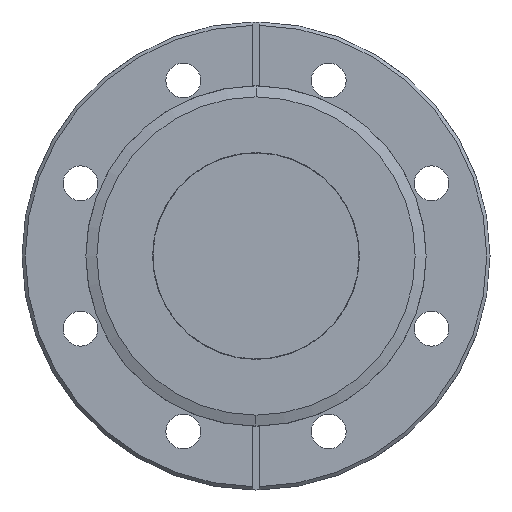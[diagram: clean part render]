
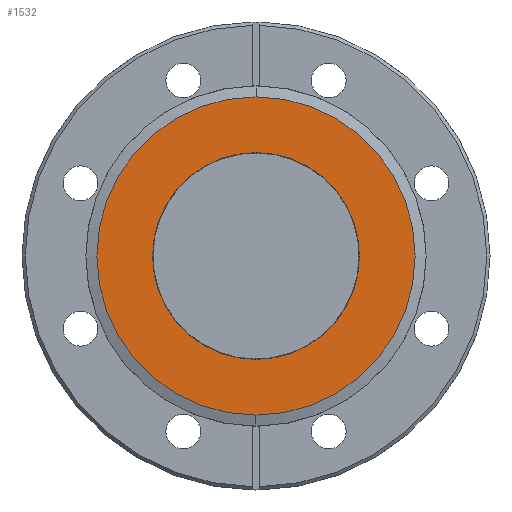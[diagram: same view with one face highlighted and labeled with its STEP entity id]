
A CAD part, left-side view. The second image highlights one B-rep face of the part: STEP entity #1532.
In plain terms, the highlighted planar face has unit normal (-1, 0, 0).
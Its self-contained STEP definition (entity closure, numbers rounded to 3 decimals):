
#4 = CARTESIAN_POINT ( 'NONE',  ( 1.168, 0., -25.1 ) ) ;
#20 = DIRECTION ( 'NONE',  ( -1., 0., 0. ) ) ;
#47 = CARTESIAN_POINT ( 'NONE',  ( 1.168, 38.608, 0. ) ) ;
#88 = AXIS2_PLACEMENT_3D ( 'NONE', #1344, #1604, #209 ) ;
#128 = ORIENTED_EDGE ( 'NONE', *, *, #818, .T. ) ;
#145 = CARTESIAN_POINT ( 'NONE',  ( 1.168, 0., 0. ) ) ;
#162 = CARTESIAN_POINT ( 'NONE',  ( 1.168, 0., 0. ) ) ;
#165 = CARTESIAN_POINT ( 'NONE',  ( 1.168, 0., 0. ) ) ;
#166 = DIRECTION ( 'NONE',  ( -1., 0., 0. ) ) ;
#205 = AXIS2_PLACEMENT_3D ( 'NONE', #162, #166, #413 ) ;
#209 = DIRECTION ( 'NONE',  ( 0., 0., 1. ) ) ;
#210 = CIRCLE ( 'NONE', #205, 25.1 ) ;
#265 = CIRCLE ( 'NONE', #88, 38.608 ) ;
#300 = ORIENTED_EDGE ( 'NONE', *, *, #799, .F. ) ;
#400 = EDGE_CURVE ( 'NONE', #1079, #1538, #829, .T. ) ;
#413 = DIRECTION ( 'NONE',  ( 0., 0., 1. ) ) ;
#438 = CARTESIAN_POINT ( 'NONE',  ( 1.168, 0., 25.1 ) ) ;
#494 = AXIS2_PLACEMENT_3D ( 'NONE', #165, #1118, #1374 ) ;
#527 = EDGE_CURVE ( 'NONE', #826, #797, #591, .T. ) ;
#548 = DIRECTION ( 'NONE',  ( 0., 0., -1. ) ) ;
#591 = CIRCLE ( 'NONE', #494, 25.1 ) ;
#634 = AXIS2_PLACEMENT_3D ( 'NONE', #47, #1067, #548 ) ;
#751 = FACE_BOUND ( 'NONE', #814, .T. ) ;
#774 = DIRECTION ( 'NONE',  ( 0., 0., 1. ) ) ;
#797 = VERTEX_POINT ( 'NONE', #4 ) ;
#799 = EDGE_CURVE ( 'NONE', #797, #826, #210, .T. ) ;
#814 = EDGE_LOOP ( 'NONE', ( #1627, #300 ) ) ;
#818 = EDGE_CURVE ( 'NONE', #1538, #1079, #265, .T. ) ;
#826 = VERTEX_POINT ( 'NONE', #438 ) ;
#829 = CIRCLE ( 'NONE', #1202, 38.608 ) ;
#851 = CARTESIAN_POINT ( 'NONE',  ( 1.168, 0., -38.608 ) ) ;
#1067 = DIRECTION ( 'NONE',  ( 1., 0., 0. ) ) ;
#1079 = VERTEX_POINT ( 'NONE', #851 ) ;
#1088 = ORIENTED_EDGE ( 'NONE', *, *, #400, .T. ) ;
#1118 = DIRECTION ( 'NONE',  ( -1., 0., 0. ) ) ;
#1202 = AXIS2_PLACEMENT_3D ( 'NONE', #145, #20, #774 ) ;
#1330 = PLANE ( 'NONE',  #634 ) ;
#1344 = CARTESIAN_POINT ( 'NONE',  ( 1.168, 0., 0. ) ) ;
#1374 = DIRECTION ( 'NONE',  ( 0., 0., 1. ) ) ;
#1433 = EDGE_LOOP ( 'NONE', ( #128, #1088 ) ) ;
#1440 = CARTESIAN_POINT ( 'NONE',  ( 1.168, 0., 38.608 ) ) ;
#1518 = FACE_OUTER_BOUND ( 'NONE', #1433, .T. ) ;
#1532 = ADVANCED_FACE ( 'NONE', ( #751, #1518 ), #1330, .F. ) ;
#1538 = VERTEX_POINT ( 'NONE', #1440 ) ;
#1604 = DIRECTION ( 'NONE',  ( -1., 0., 0. ) ) ;
#1627 = ORIENTED_EDGE ( 'NONE', *, *, #527, .F. ) ;
